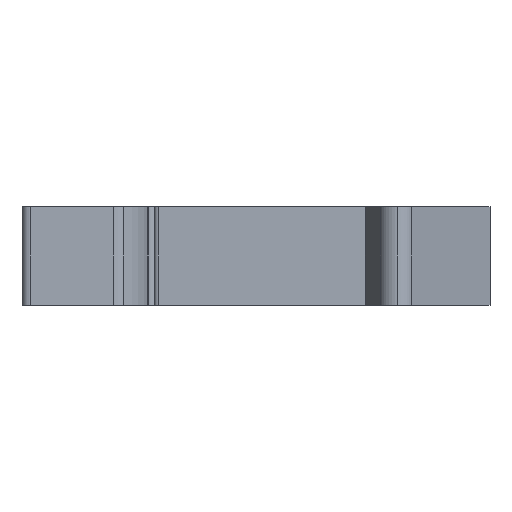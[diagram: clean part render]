
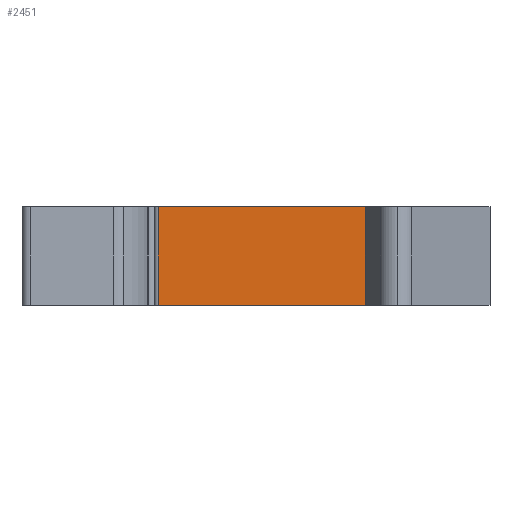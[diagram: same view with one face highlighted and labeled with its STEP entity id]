
A CAD part, front view. The second image highlights one B-rep face of the part: STEP entity #2451.
In plain terms, the highlighted planar face has unit normal (0, -1, 0).
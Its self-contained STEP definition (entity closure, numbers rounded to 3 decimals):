
#292=ORIENTED_EDGE('',*,*,#751,.F.);
#293=ORIENTED_EDGE('',*,*,#752,.T.);
#294=ORIENTED_EDGE('',*,*,#647,.T.);
#295=ORIENTED_EDGE('',*,*,#750,.F.);
#647=EDGE_CURVE('',#902,#901,#1074,.T.);
#750=EDGE_CURVE('',#976,#901,#1160,.T.);
#751=EDGE_CURVE('',#977,#976,#1161,.T.);
#752=EDGE_CURVE('',#977,#902,#1162,.F.);
#901=VERTEX_POINT('',#3246);
#902=VERTEX_POINT('',#3248);
#976=VERTEX_POINT('',#3451);
#977=VERTEX_POINT('',#3455);
#1074=LINE('',#3247,#1295);
#1160=LINE('',#3452,#1381);
#1161=LINE('',#3454,#1382);
#1162=LINE('',#3456,#1383);
#1295=VECTOR('',#2726,1000.);
#1381=VECTOR('',#2900,1000.);
#1382=VECTOR('',#2903,1000.);
#1383=VECTOR('',#2904,1000.);
#1506=EDGE_LOOP('',(#292,#293,#294,#295));
#1607=FACE_BOUND('',#1506,.T.);
#1703=PLANE('',#2572);
#2451=ADVANCED_FACE('',(#1607),#1703,.F.);
#2572=AXIS2_PLACEMENT_3D('',#3453,#2901,#2902);
#2726=DIRECTION('',(1.,0.,0.));
#2900=DIRECTION('',(0.,0.,-1.));
#2901=DIRECTION('',(0.,1.,0.));
#2902=DIRECTION('',(0.,0.,1.));
#2903=DIRECTION('',(1.,0.,0.));
#2904=DIRECTION('',(0.,0.,1.));
#3246=CARTESIAN_POINT('',(7.5,-10.85,0.));
#3247=CARTESIAN_POINT('',(-7.5,-10.85,0.));
#3248=CARTESIAN_POINT('',(-5.95,-10.85,0.));
#3451=CARTESIAN_POINT('',(7.5,-10.85,6.));
#3452=CARTESIAN_POINT('',(7.5,-10.85,6.));
#3453=CARTESIAN_POINT('',(-7.5,-10.85,6.));
#3454=CARTESIAN_POINT('',(-7.5,-10.85,6.));
#3455=CARTESIAN_POINT('',(-5.95,-10.85,6.));
#3456=CARTESIAN_POINT('',(-5.95,-10.85,6.));
